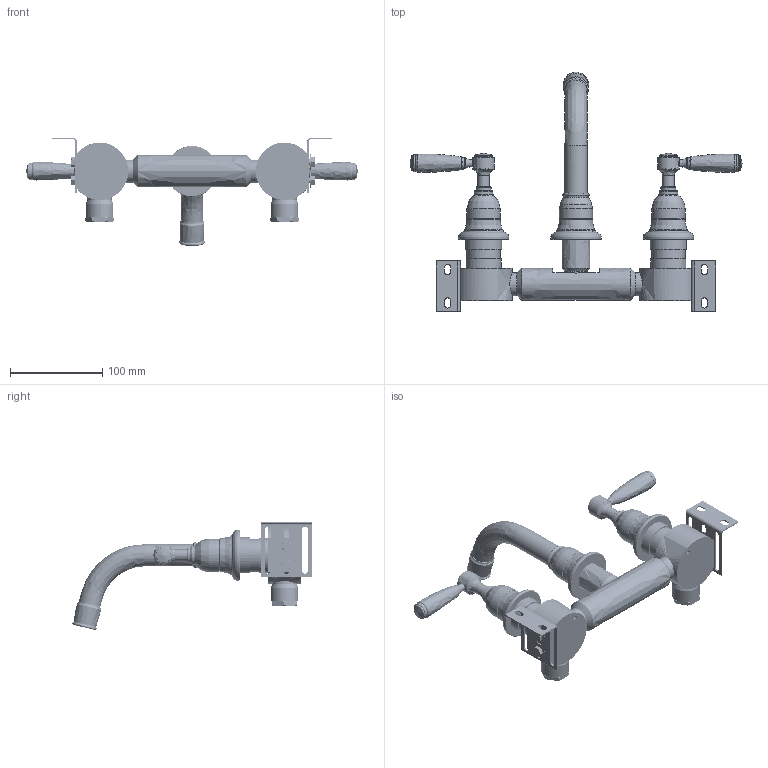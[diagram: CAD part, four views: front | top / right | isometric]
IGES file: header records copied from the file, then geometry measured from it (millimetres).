
Global section: file name: V2K17-M; native system: Autodesk Inventor 2018; preprocessor: unknown; author: adaniels; date: 20180328.111149; units: millimetre
Bounding box: 359.35 x 259.47 x 116.91 mm (x, y, z)
Volume: 608218.5 mm3; surface area: 290105.4 mm2
Topology: 74 solids, 75 shells, 5523 faces, 15576 edges, 10212 vertices
Faces by surface type: bspline 5523
